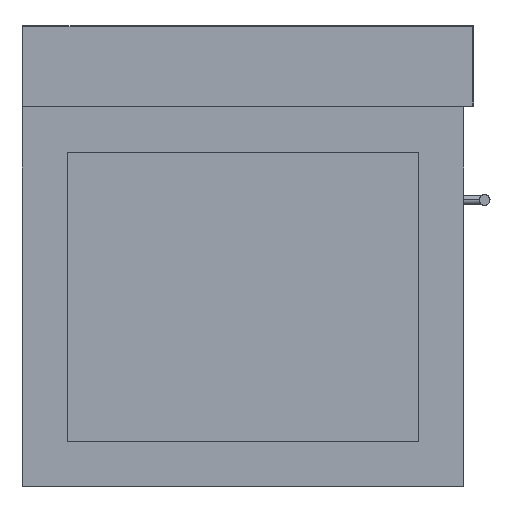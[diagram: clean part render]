
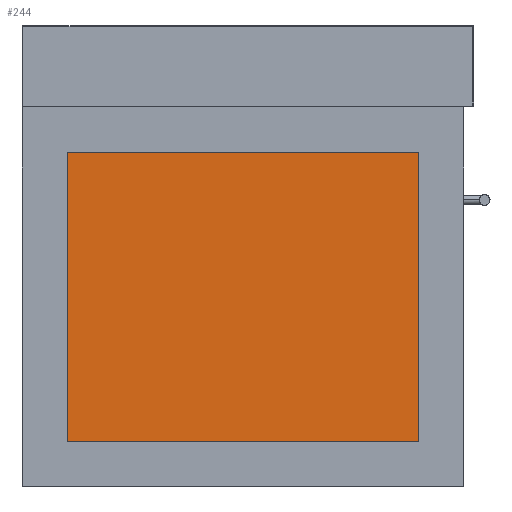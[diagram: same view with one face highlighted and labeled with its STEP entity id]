
A CAD part, left-side view. The second image highlights one B-rep face of the part: STEP entity #244.
In plain terms, the highlighted planar face has unit normal (-1, 0, 0).
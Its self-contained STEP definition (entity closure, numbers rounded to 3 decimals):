
#244=ADVANCED_FACE('',(#365),#1717,.T.);
#365=FACE_OUTER_BOUND('',#485,.T.);
#485=EDGE_LOOP('',(#846,#847,#848,#849));
#846=ORIENTED_EDGE('',*,*,#1158,.T.);
#847=ORIENTED_EDGE('',*,*,#1164,.T.);
#848=ORIENTED_EDGE('',*,*,#1162,.T.);
#849=ORIENTED_EDGE('',*,*,#1160,.T.);
#1158=EDGE_CURVE('',#1579,#1578,#1409,.T.);
#1160=EDGE_CURVE('',#1580,#1579,#1411,.T.);
#1162=EDGE_CURVE('',#1581,#1580,#1413,.T.);
#1164=EDGE_CURVE('',#1578,#1581,#1415,.T.);
#1409=B_SPLINE_CURVE_WITH_KNOTS('',1,(#2991,#2992),.UNSPECIFIED.,.F.,.F.,
(2,2),(-320.,0.),.UNSPECIFIED.);
#1411=B_SPLINE_CURVE_WITH_KNOTS('',1,(#2995,#2996),.UNSPECIFIED.,.F.,.F.,
(2,2),(-389.,0.),.UNSPECIFIED.);
#1413=B_SPLINE_CURVE_WITH_KNOTS('',1,(#2999,#3000),.UNSPECIFIED.,.F.,.F.,
(2,2),(-320.,0.),.UNSPECIFIED.);
#1415=B_SPLINE_CURVE_WITH_KNOTS('',1,(#3003,#3004),.UNSPECIFIED.,.F.,.F.,
(2,2),(-389.,0.),.UNSPECIFIED.);
#1578=VERTEX_POINT('',#2953);
#1579=VERTEX_POINT('',#2954);
#1580=VERTEX_POINT('',#2955);
#1581=VERTEX_POINT('',#2956);
#1717=PLANE('',#2008);
#2008=AXIS2_PLACEMENT_3D('',#2940,#2146,$);
#2146=DIRECTION('',(-1.,0.,0.));
#2940=CARTESIAN_POINT('',(-591.,-192.,11.1));
#2953=CARTESIAN_POINT('',(-591.,-160.,50.));
#2954=CARTESIAN_POINT('',(-591.,160.,50.));
#2955=CARTESIAN_POINT('',(-591.,160.,439.));
#2956=CARTESIAN_POINT('',(-591.,-160.,439.));
#2991=CARTESIAN_POINT('',(-591.,160.,50.));
#2992=CARTESIAN_POINT('',(-591.,-160.,50.));
#2995=CARTESIAN_POINT('',(-591.,160.,439.));
#2996=CARTESIAN_POINT('',(-591.,160.,50.));
#2999=CARTESIAN_POINT('',(-591.,-160.,439.));
#3000=CARTESIAN_POINT('',(-591.,160.,439.));
#3003=CARTESIAN_POINT('',(-591.,-160.,50.));
#3004=CARTESIAN_POINT('',(-591.,-160.,439.));
